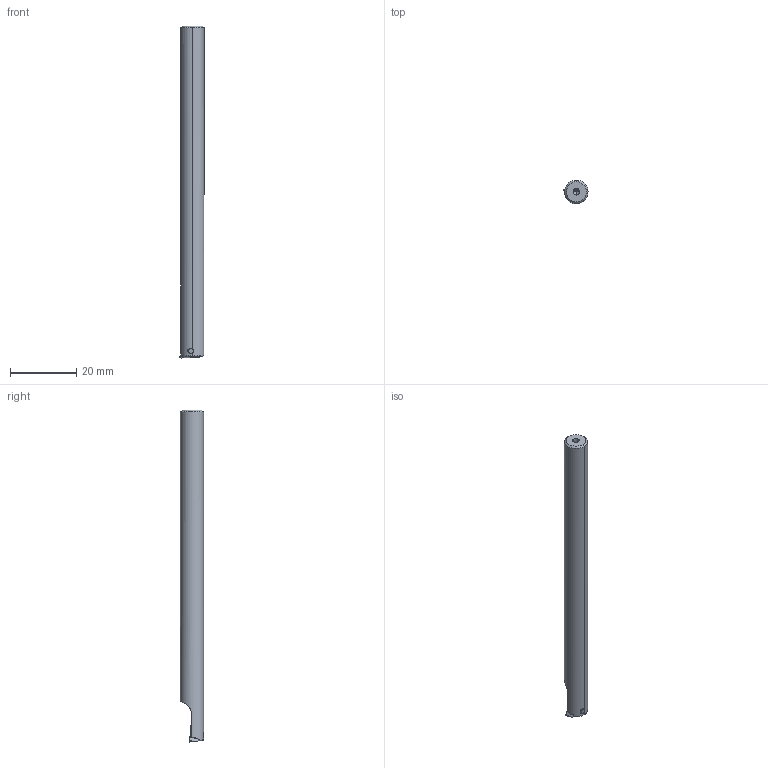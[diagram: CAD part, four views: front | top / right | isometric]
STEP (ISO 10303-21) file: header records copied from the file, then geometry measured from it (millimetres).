
FILE_DESCRIPTION(('no description'),'unknown implementation level');
FILE_NAME('497CF4D7-8A66-44DF-A8BD-1988A647567E_export.stp',' ',('CIMSOURCE GmbH'),('CADClick - KiM GmbH - www.kimweb.de'),'unknown preprocess','ACIS','unknown authorization');
FILE_SCHEMA(('automotive_design'));
Length unit declared in the file: millimetre
Products named in the file (5): 615.087 Kaiser E8 TP07 x 100HM|625.912 Kaiser M2x4;Kreismuster1; 615.087 Kaiser E8 TP07 x 100HM|651.735 Kaiser TPGT 070203 K10C;Kombinieren1; 615.087 Kaiser E8 TP07 x 100HM|615.087 Kaiser E8 TP07 x 100HM-2;Rotation2; 615.087 Kaiser E8 TP07 x 100HM|615.087 Kaiser E8 TP07 x 100HM-1;<N016.01 (TP 0702) PLS rechts Freistellung links>-<<0640.020>-<Schnitt-Linear austragen1>>; 615.087 Kaiser E8 TP07 x 100HM|615.087 Kaiser E8 TP07 x 100HM;<N016.01 (TP 0702) PLS rechts Freistellung links>-<<651.632>-<Kombinieren1>>
Bounding box: 7.24 x 7.01 x 100.02 mm (x, y, z)
Volume: 3407.3 mm3; surface area: 3115.1 mm2
Topology: 5 solids, 5 shells, 128 faces, 332 edges, 196 vertices
Faces by surface type: cylinder 42, cone 39, plane 35, torus 8, sphere 4
Entity records: 7615 total; most frequent: CARTESIAN_POINT 813, DIRECTION 698, STYLED_ITEM 644, PRESENTATION_STYLE_ASSIGNMENT 644, COLOUR_RGB 644, ORIENTED_EDGE 630, EDGE_CURVE 315, CURVE_STYLE 315
